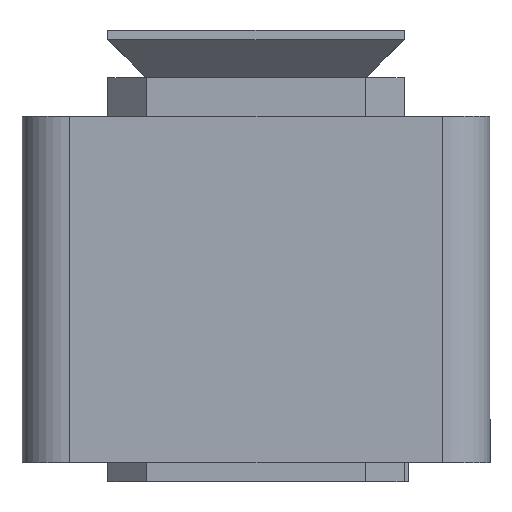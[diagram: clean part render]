
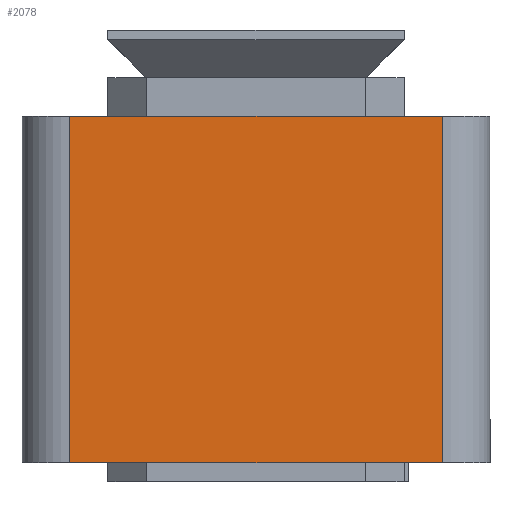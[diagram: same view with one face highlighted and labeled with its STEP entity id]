
A CAD part, left-side view. The second image highlights one B-rep face of the part: STEP entity #2078.
In plain terms, the highlighted planar face has unit normal (-1, 0, 0).
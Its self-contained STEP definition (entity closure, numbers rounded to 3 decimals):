
#113=FACE_OUTER_BOUND('',#234,.T.);
#234=EDGE_LOOP('',(#1459,#1460,#1461,#1462));
#382=LINE('',#3030,#639);
#391=LINE('',#3062,#648);
#392=LINE('',#3066,#649);
#393=LINE('',#3067,#650);
#639=VECTOR('',#2441,10.);
#648=VECTOR('',#2470,10.);
#649=VECTOR('',#2475,10.);
#650=VECTOR('',#2476,10.);
#885=VERTEX_POINT('',#3027);
#886=VERTEX_POINT('',#3029);
#899=VERTEX_POINT('',#3061);
#900=VERTEX_POINT('',#3065);
#1097=EDGE_CURVE('',#886,#885,#382,.T.);
#1113=EDGE_CURVE('',#886,#899,#391,.T.);
#1115=EDGE_CURVE('',#900,#885,#392,.T.);
#1116=EDGE_CURVE('',#899,#900,#393,.T.);
#1459=ORIENTED_EDGE('',*,*,#1113,.F.);
#1460=ORIENTED_EDGE('',*,*,#1097,.T.);
#1461=ORIENTED_EDGE('',*,*,#1115,.F.);
#1462=ORIENTED_EDGE('',*,*,#1116,.F.);
#1968=PLANE('',#2226);
#2078=ADVANCED_FACE('',(#113),#1968,.T.);
#2226=AXIS2_PLACEMENT_3D('',#3064,#2473,#2474);
#2441=DIRECTION('',(0.,-1.,0.));
#2470=DIRECTION('',(0.,0.,1.));
#2473=DIRECTION('center_axis',(-1.,0.,0.));
#2474=DIRECTION('ref_axis',(0.,-1.,0.));
#2475=DIRECTION('',(0.,0.,-1.));
#2476=DIRECTION('',(0.,-1.,0.));
#3027=CARTESIAN_POINT('',(-8.5,-3.,1.45));
#3029=CARTESIAN_POINT('',(-8.5,36.,1.45));
#3030=CARTESIAN_POINT('',(-8.5,27.25,1.45));
#3061=CARTESIAN_POINT('',(-8.5,36.,37.75));
#3062=CARTESIAN_POINT('',(-8.5,36.,1.45));
#3064=CARTESIAN_POINT('Origin',(-8.5,38.,1.45));
#3065=CARTESIAN_POINT('',(-8.5,-3.,37.75));
#3066=CARTESIAN_POINT('',(-8.5,-3.,1.45));
#3067=CARTESIAN_POINT('',(-8.5,27.25,37.75));
